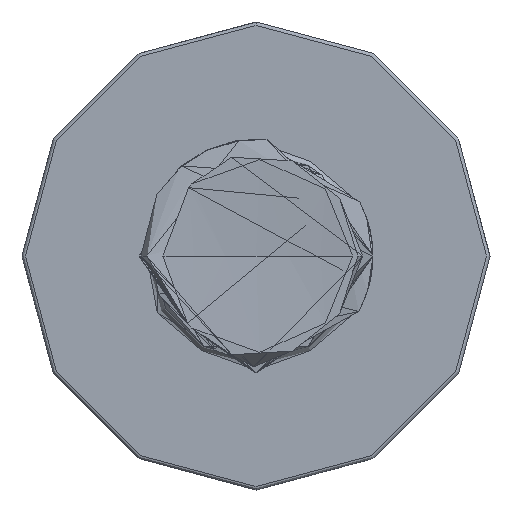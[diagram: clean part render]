
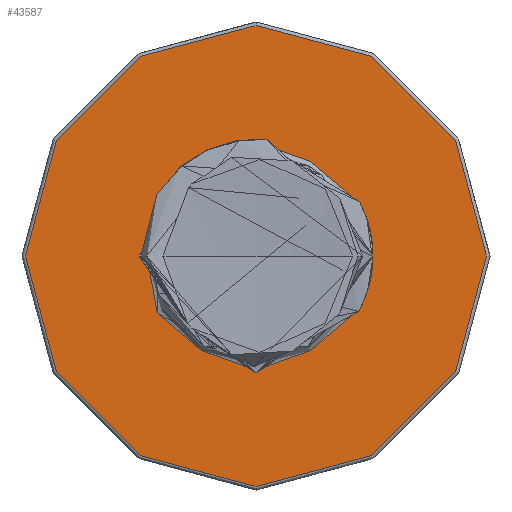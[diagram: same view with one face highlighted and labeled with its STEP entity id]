
A CAD part, front view. The second image highlights one B-rep face of the part: STEP entity #43587.
In plain terms, the highlighted planar face has unit normal (0, -1, 0).
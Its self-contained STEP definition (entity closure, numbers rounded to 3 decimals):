
#199 = EDGE_CURVE ( 'NONE', #56485, #56729, #38785, .T. ) ;
#528 = CIRCLE ( 'NONE', #50520, 2.923 ) ;
#1355 = CARTESIAN_POINT ( 'NONE',  ( 0., 45., 2.923 ) ) ;
#3417 = ORIENTED_EDGE ( 'NONE', *, *, #36213, .T. ) ;
#3672 = DIRECTION ( 'NONE',  ( 0., 0., -1. ) ) ;
#4274 = FACE_BOUND ( 'NONE', #16757, .T. ) ;
#4666 = CARTESIAN_POINT ( 'NONE',  ( 0., 45., 0. ) ) ;
#6054 = DIRECTION ( 'NONE',  ( 0., -1., 0. ) ) ;
#9320 = ORIENTED_EDGE ( 'NONE', *, *, #53646, .T. ) ;
#9392 = DIRECTION ( 'NONE',  ( 0., 0., -1. ) ) ;
#10240 = DIRECTION ( 'NONE',  ( 0., -1., 0. ) ) ;
#12912 = CIRCLE ( 'NONE', #48030, 5.91 ) ;
#13189 = VERTEX_POINT ( 'NONE', #30585 ) ;
#16757 = EDGE_LOOP ( 'NONE', ( #44086, #45521 ) ) ;
#18250 = FACE_OUTER_BOUND ( 'NONE', #44030, .T. ) ;
#20488 = EDGE_CURVE ( 'NONE', #56729, #56485, #528, .T. ) ;
#22692 = AXIS2_PLACEMENT_3D ( 'NONE', #1355, #6054, #38943 ) ;
#23392 = CARTESIAN_POINT ( 'NONE',  ( 0., 45., -5.91 ) ) ;
#26439 = CIRCLE ( 'NONE', #40341, 5.91 ) ;
#26972 = CARTESIAN_POINT ( 'NONE',  ( 0., 45., 0. ) ) ;
#28430 = VERTEX_POINT ( 'NONE', #23392 ) ;
#30585 = CARTESIAN_POINT ( 'NONE',  ( 0., 45., 5.91 ) ) ;
#31690 = DIRECTION ( 'NONE',  ( 0., 0., -1. ) ) ;
#31803 = DIRECTION ( 'NONE',  ( 0., -1., 0. ) ) ;
#36213 = EDGE_CURVE ( 'NONE', #13189, #28430, #26439, .T. ) ;
#37556 = DIRECTION ( 'NONE',  ( 0., -1., 0. ) ) ;
#38406 = CARTESIAN_POINT ( 'NONE',  ( 0., 45., 0. ) ) ;
#38785 = CIRCLE ( 'NONE', #47478, 2.923 ) ;
#38943 = DIRECTION ( 'NONE',  ( 0., 0., -1. ) ) ;
#40341 = AXIS2_PLACEMENT_3D ( 'NONE', #26972, #59880, #31690 ) ;
#43149 = DIRECTION ( 'NONE',  ( 0., 0., -1. ) ) ;
#43587 = ADVANCED_FACE ( 'NONE', ( #18250, #4274 ), #52537, .T. ) ;
#44030 = EDGE_LOOP ( 'NONE', ( #9320, #3417 ) ) ;
#44086 = ORIENTED_EDGE ( 'NONE', *, *, #199, .F. ) ;
#45521 = ORIENTED_EDGE ( 'NONE', *, *, #20488, .F. ) ;
#45866 = CARTESIAN_POINT ( 'NONE',  ( 0., 45., -2.923 ) ) ;
#47478 = AXIS2_PLACEMENT_3D ( 'NONE', #38406, #10240, #43149 ) ;
#48030 = AXIS2_PLACEMENT_3D ( 'NONE', #60006, #31803, #3672 ) ;
#50520 = AXIS2_PLACEMENT_3D ( 'NONE', #4666, #37556, #9392 ) ;
#51628 = CARTESIAN_POINT ( 'NONE',  ( 0., 45., 2.923 ) ) ;
#52537 = PLANE ( 'NONE',  #22692 ) ;
#53646 = EDGE_CURVE ( 'NONE', #28430, #13189, #12912, .T. ) ;
#56485 = VERTEX_POINT ( 'NONE', #45866 ) ;
#56729 = VERTEX_POINT ( 'NONE', #51628 ) ;
#59880 = DIRECTION ( 'NONE',  ( 0., -1., 0. ) ) ;
#60006 = CARTESIAN_POINT ( 'NONE',  ( 0., 45., 0. ) ) ;
